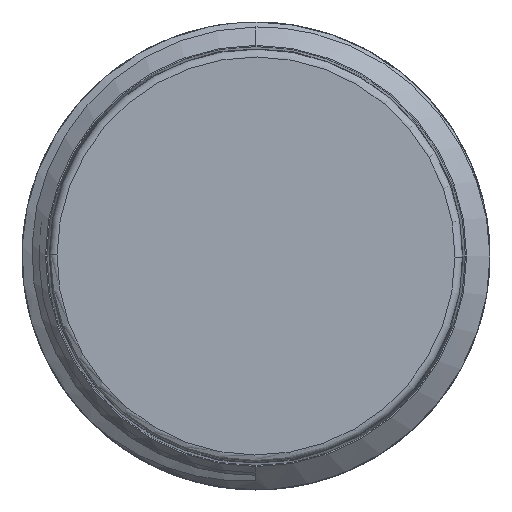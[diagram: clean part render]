
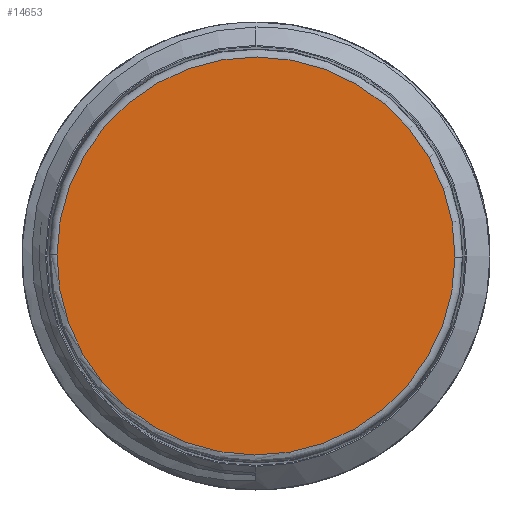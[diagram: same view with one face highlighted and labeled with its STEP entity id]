
A CAD part, left-side view. The second image highlights one B-rep face of the part: STEP entity #14653.
In plain terms, the highlighted planar face has unit normal (-1, 0, 0).
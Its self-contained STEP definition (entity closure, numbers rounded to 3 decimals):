
#4759=CARTESIAN_POINT('',(-4.,0.,0.));
#4760=DIRECTION('',(-1.,0.,0.));
#4761=DIRECTION('',(0.,1.,0.008));
#4762=AXIS2_PLACEMENT_3D('',#4759,#4760,#4761);
#4764=CARTESIAN_POINT('',(-4.,0.,0.));
#4765=DIRECTION('',(-1.,0.,0.));
#4766=DIRECTION('',(0.,-1.,-0.008));
#4767=AXIS2_PLACEMENT_3D('',#4764,#4765,#4766);
#6001=CARTESIAN_POINT('',(-4.,-5.103,-0.039));
#6002=CARTESIAN_POINT('',(-4.,5.103,0.039));
#6003=VERTEX_POINT('',#6001);
#6004=VERTEX_POINT('',#6002);
#14644=CARTESIAN_POINT('',(-4.,0.,0.));
#14645=DIRECTION('',(1.,0.,0.));
#14646=DIRECTION('',(0.,1.,0.));
#14647=AXIS2_PLACEMENT_3D('',#14644,#14645,#14646);
#14648=PLANE('',#14647);
#14649=ORIENTED_EDGE('',*,*,#14639,.F.);
#14650=ORIENTED_EDGE('',*,*,#14625,.F.);
#14651=EDGE_LOOP('',(#14649,#14650));
#14652=FACE_OUTER_BOUND('',#14651,.F.);
#14653=ADVANCED_FACE('',(#14652),#14648,.F.);
#4763=CIRCLE('',#4762,5.103);
#4768=CIRCLE('',#4767,5.103);
#14625=EDGE_CURVE('',#6003,#6004,#4768,.T.);
#14639=EDGE_CURVE('',#6004,#6003,#4763,.T.);
